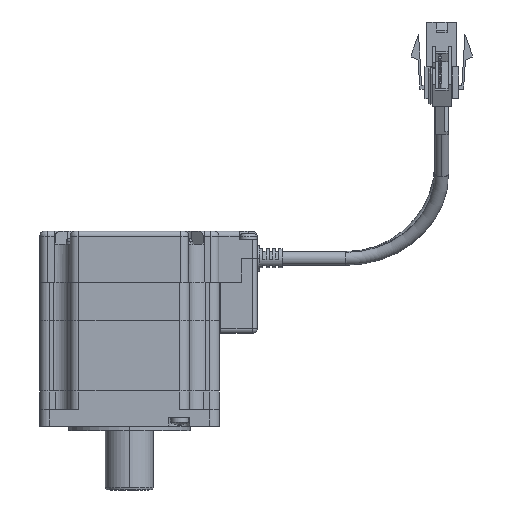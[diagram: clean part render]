
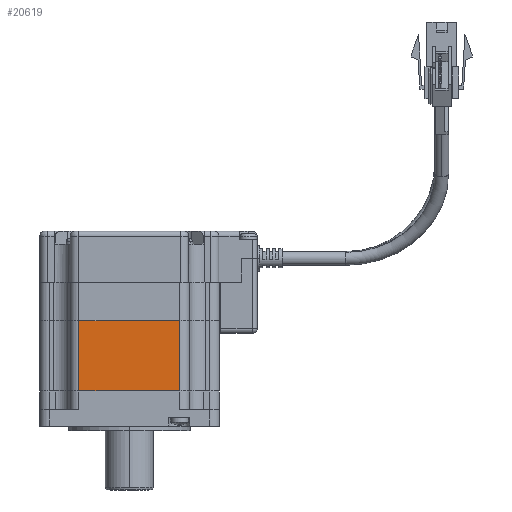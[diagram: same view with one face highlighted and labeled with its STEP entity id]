
A CAD part, front view. The second image highlights one B-rep face of the part: STEP entity #20619.
In plain terms, the highlighted planar face has unit normal (0, -1, 0).
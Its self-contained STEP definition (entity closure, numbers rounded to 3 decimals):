
#238 = AXIS2_PLACEMENT_3D ( 'NONE', #75807, #727, #44640 ) ;
#727 = DIRECTION ( 'NONE',  ( 0., 1., 0. ) ) ;
#2085 = VERTEX_POINT ( 'NONE', #51961 ) ;
#2119 = EDGE_CURVE ( 'NONE', #5164, #66820, #45150, .T. ) ;
#5164 = VERTEX_POINT ( 'NONE', #25246 ) ;
#6733 = VERTEX_POINT ( 'NONE', #24238 ) ;
#13195 = DIRECTION ( 'NONE',  ( -1., 0., 0. ) ) ;
#13246 = ORIENTED_EDGE ( 'NONE', *, *, #35838, .F. ) ;
#19627 = DIRECTION ( 'NONE',  ( 0., 0., -1. ) ) ;
#20619 = ADVANCED_FACE ( 'NONE', ( #35003 ), #69572, .F. ) ;
#21278 = CARTESIAN_POINT ( 'NONE',  ( -25.1, -28.1, -11. ) ) ;
#24238 = CARTESIAN_POINT ( 'NONE',  ( 15.8, -28.1, 11. ) ) ;
#24788 = LINE ( 'NONE', #32101, #41498 ) ;
#25246 = CARTESIAN_POINT ( 'NONE',  ( 15.8, -28.1, -11. ) ) ;
#30464 = VECTOR ( 'NONE', #71427, 1000. ) ;
#32101 = CARTESIAN_POINT ( 'NONE',  ( 15.8, -28.1, 11. ) ) ;
#35003 = FACE_OUTER_BOUND ( 'NONE', #74381, .T. ) ;
#35838 = EDGE_CURVE ( 'NONE', #66820, #2085, #81224, .T. ) ;
#35868 = CARTESIAN_POINT ( 'NONE',  ( -15.8, -28.1, -11. ) ) ;
#41498 = VECTOR ( 'NONE', #13195, 1000. ) ;
#42196 = ORIENTED_EDGE ( 'NONE', *, *, #72131, .T. ) ;
#42650 = LINE ( 'NONE', #69506, #57357 ) ;
#44640 = DIRECTION ( 'NONE',  ( -1., 0., 0. ) ) ;
#45150 = LINE ( 'NONE', #21278, #30464 ) ;
#45336 = EDGE_CURVE ( 'NONE', #6733, #5164, #42650, .T. ) ;
#51961 = CARTESIAN_POINT ( 'NONE',  ( -15.8, -28.1, 11. ) ) ;
#55287 = CARTESIAN_POINT ( 'NONE',  ( -15.8, -28.1, 11. ) ) ;
#56590 = ORIENTED_EDGE ( 'NONE', *, *, #45336, .F. ) ;
#57357 = VECTOR ( 'NONE', #19627, 1000. ) ;
#64209 = ORIENTED_EDGE ( 'NONE', *, *, #2119, .F. ) ;
#64705 = VECTOR ( 'NONE', #80452, 1000. ) ;
#66820 = VERTEX_POINT ( 'NONE', #35868 ) ;
#69506 = CARTESIAN_POINT ( 'NONE',  ( 15.8, -28.1, 11. ) ) ;
#69572 = PLANE ( 'NONE',  #238 ) ;
#71427 = DIRECTION ( 'NONE',  ( -1., 0., 0. ) ) ;
#72131 = EDGE_CURVE ( 'NONE', #6733, #2085, #24788, .T. ) ;
#74381 = EDGE_LOOP ( 'NONE', ( #64209, #56590, #42196, #13246 ) ) ;
#75807 = CARTESIAN_POINT ( 'NONE',  ( 15.8, -28.1, 11. ) ) ;
#80452 = DIRECTION ( 'NONE',  ( 0., 0., 1. ) ) ;
#81224 = LINE ( 'NONE', #55287, #64705 ) ;
